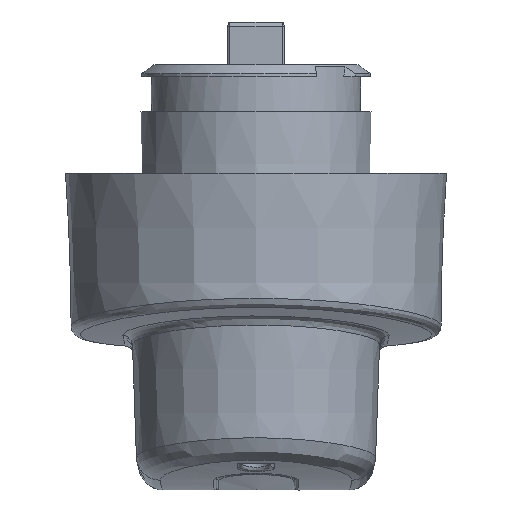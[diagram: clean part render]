
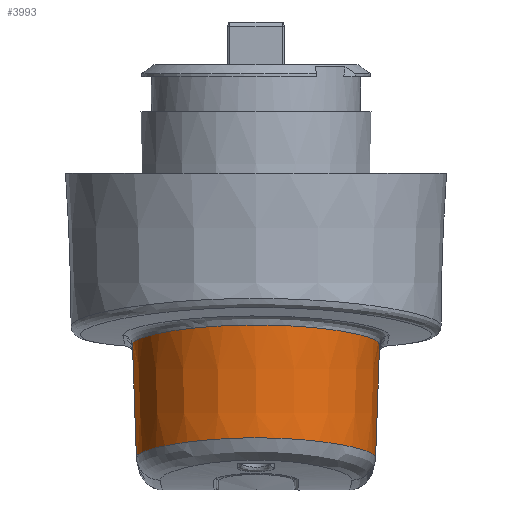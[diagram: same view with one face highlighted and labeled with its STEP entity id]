
A CAD part, left-side view. The second image highlights one B-rep face of the part: STEP entity #3993.
In plain terms, the highlighted conical face has half-angle 2 degrees and reference radius 24.711 mm.
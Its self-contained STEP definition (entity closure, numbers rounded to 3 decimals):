
#1164=B_SPLINE_CURVE_WITH_KNOTS('',3,(#38359,#38360,#38361,#38362,#38363,
#38364,#38365,#38366,#38367,#38368,#38369,#38370,#38371,#38372,#38373,#38374,
#38375,#38376),.UNSPECIFIED.,.F.,.F.,(4,2,2,2,2,2,2,2,4),(0.,0.125,0.25,
0.375,0.5,0.625,0.75,0.875,1.),.UNSPECIFIED.);
#1165=B_SPLINE_CURVE_WITH_KNOTS('',3,(#38380,#38381,#38382,#38383,#38384,
#38385,#38386,#38387,#38388,#38389,#38390,#38391,#38392,#38393,#38394,#38395,
#38396,#38397),.UNSPECIFIED.,.F.,.F.,(4,2,2,2,2,2,2,2,4),(0.,0.125,0.25,
0.375,0.5,0.625,0.75,0.875,1.),.UNSPECIFIED.);
#1918=CONICAL_SURFACE('',#22714,24.711,2.);
#2757=FACE_OUTER_BOUND('',#5768,.T.);
#3993=ADVANCED_FACE('',(#2757),#1918,.T.);
#5768=EDGE_LOOP('',(#10016,#10017,#10018,#10019));
#10016=ORIENTED_EDGE('',*,*,#17658,.F.);
#10017=ORIENTED_EDGE('',*,*,#17659,.T.);
#10018=ORIENTED_EDGE('',*,*,#17660,.T.);
#10019=ORIENTED_EDGE('',*,*,#17661,.T.);
#15065=VERTEX_POINT('',#38357);
#15066=VERTEX_POINT('',#38358);
#15067=VERTEX_POINT('',#38377);
#15068=VERTEX_POINT('',#38379);
#17658=EDGE_CURVE('',#15065,#15066,#20218,.T.);
#17659=EDGE_CURVE('',#15065,#15067,#1164,.T.);
#17660=EDGE_CURVE('',#15067,#15068,#20219,.T.);
#17661=EDGE_CURVE('',#15068,#15066,#1165,.T.);
#20218=LINE('',#38356,#21313);
#20219=LINE('',#38378,#21314);
#21313=VECTOR('',#26232,1.);
#21314=VECTOR('',#26233,1.);
#22714=AXIS2_PLACEMENT_3D('',#38398,#26234,#26235);
#26232=DIRECTION('',(-0.001,0.035,-0.999));
#26233=DIRECTION('',(-0.001,-0.035,-0.999));
#26234=DIRECTION('',(0.,0.,1.));
#26235=DIRECTION('',(1.,0.,0.));
#38356=CARTESIAN_POINT('',(-61.466,-116.895,-57.636));
#38357=CARTESIAN_POINT('',(-61.443,-118.127,-22.349));
#38358=CARTESIAN_POINT('',(-61.459,-117.3,-46.026));
#38359=CARTESIAN_POINT('',(-61.443,-118.127,-22.349));
#38360=CARTESIAN_POINT('',(-64.914,-118.208,-21.915));
#38361=CARTESIAN_POINT('',(-68.373,-117.585,-21.44));
#38362=CARTESIAN_POINT('',(-74.737,-115.086,-20.496));
#38363=CARTESIAN_POINT('',(-77.7,-113.178,-20.02));
#38364=CARTESIAN_POINT('',(-82.615,-108.404,-19.193));
#38365=CARTESIAN_POINT('',(-84.615,-105.497,-18.835));
#38366=CARTESIAN_POINT('',(-87.315,-99.137,-18.344));
#38367=CARTESIAN_POINT('',(-88.026,-95.69,-18.209));
#38368=CARTESIAN_POINT('',(-88.026,-88.689,-18.209));
#38369=CARTESIAN_POINT('',(-87.319,-85.252,-18.343));
#38370=CARTESIAN_POINT('',(-84.617,-78.882,-18.835));
#38371=CARTESIAN_POINT('',(-82.618,-75.976,-19.192));
#38372=CARTESIAN_POINT('',(-77.7,-71.198,-20.02));
#38373=CARTESIAN_POINT('',(-74.738,-69.291,-20.496));
#38374=CARTESIAN_POINT('',(-68.373,-66.792,-21.44));
#38375=CARTESIAN_POINT('',(-64.914,-66.168,-21.915));
#38376=CARTESIAN_POINT('',(-61.443,-66.25,-22.349));
#38377=CARTESIAN_POINT('',(-61.443,-66.25,-22.349));
#38378=CARTESIAN_POINT('',(-61.466,-67.482,-57.636));
#38379=CARTESIAN_POINT('',(-61.459,-67.076,-46.026));
#38380=CARTESIAN_POINT('',(-61.459,-67.076,-46.026));
#38381=CARTESIAN_POINT('',(-64.824,-66.999,-45.637));
#38382=CARTESIAN_POINT('',(-68.174,-67.604,-45.189));
#38383=CARTESIAN_POINT('',(-74.337,-70.026,-44.269));
#38384=CARTESIAN_POINT('',(-77.203,-71.873,-43.789));
#38385=CARTESIAN_POINT('',(-81.957,-76.489,-42.939));
#38386=CARTESIAN_POINT('',(-83.894,-79.305,-42.563));
#38387=CARTESIAN_POINT('',(-86.506,-85.451,-42.043));
#38388=CARTESIAN_POINT('',(-87.198,-88.797,-41.898));
#38389=CARTESIAN_POINT('',(-87.199,-95.566,-41.898));
#38390=CARTESIAN_POINT('',(-86.514,-98.902,-42.041));
#38391=CARTESIAN_POINT('',(-83.897,-105.071,-42.562));
#38392=CARTESIAN_POINT('',(-81.962,-107.882,-42.938));
#38393=CARTESIAN_POINT('',(-77.203,-112.505,-43.789));
#38394=CARTESIAN_POINT('',(-74.337,-114.35,-44.269));
#38395=CARTESIAN_POINT('',(-68.174,-116.772,-45.189));
#38396=CARTESIAN_POINT('',(-64.824,-117.378,-45.637));
#38397=CARTESIAN_POINT('',(-61.459,-117.3,-46.026));
#38398=CARTESIAN_POINT('',(-61.938,-92.188,-57.636));
